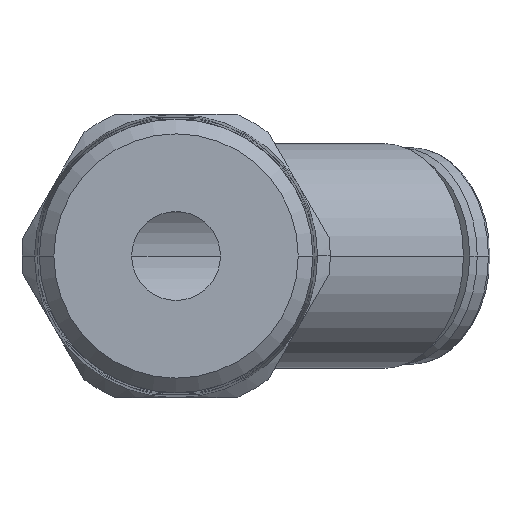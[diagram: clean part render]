
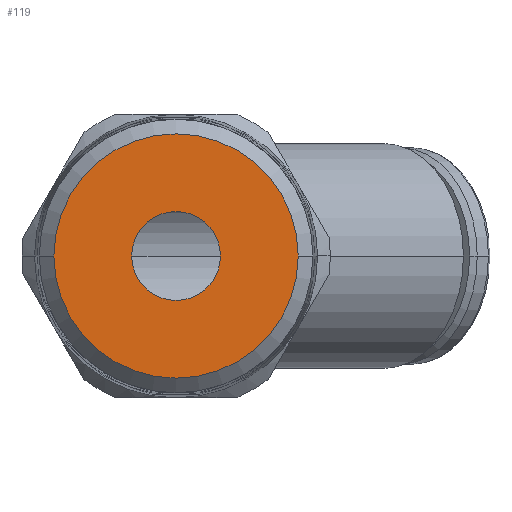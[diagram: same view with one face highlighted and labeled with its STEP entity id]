
A CAD part, front view. The second image highlights one B-rep face of the part: STEP entity #119.
In plain terms, the highlighted planar face has unit normal (0, -1, 0).
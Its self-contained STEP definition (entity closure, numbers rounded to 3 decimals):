
#119=ADVANCED_FACE('',(#275,#276),#277,.T.);
#275=FACE_BOUND('',#432,.T.);
#276=FACE_OUTER_BOUND('',#433,.T.);
#277=PLANE('',#434);
#432=EDGE_LOOP('',(#1000,#1001));
#433=EDGE_LOOP('',(#1002,#1003));
#434=AXIS2_PLACEMENT_3D('',#1004,#1005,#1006);
#1000=ORIENTED_EDGE('',*,*,#1096,.T.);
#1001=ORIENTED_EDGE('',*,*,#1101,.T.);
#1002=ORIENTED_EDGE('',*,*,#1012,.F.);
#1003=ORIENTED_EDGE('',*,*,#1181,.F.);
#1004=CARTESIAN_POINT('',(3.667,-9.7,0.0));
#1005=DIRECTION('',(-0.0,-1.0,-0.0));
#1006=DIRECTION('',(-1.0,0.0,0.0));
#1012=EDGE_CURVE('',#1190,#1193,#1194,.T.);
#1096=EDGE_CURVE('',#1342,#1346,#1348,.T.);
#1101=EDGE_CURVE('',#1346,#1342,#1354,.T.);
#1181=EDGE_CURVE('',#1193,#1190,#1466,.T.);
#1190=VERTEX_POINT('',#1477);
#1193=VERTEX_POINT('',#1481);
#1194=CIRCLE('',#1482,7.334);
#1342=VERTEX_POINT('',#1808);
#1346=VERTEX_POINT('',#1813);
#1348=CIRCLE('',#1816,2.667);
#1354=CIRCLE('',#1822,2.667);
#1466=CIRCLE('',#2181,7.334);
#1477=CARTESIAN_POINT('',(7.334,-9.7,0.0));
#1481=CARTESIAN_POINT('',(-7.334,-9.7,0.));
#1482=AXIS2_PLACEMENT_3D('',#2191,#2192,#2193);
#1808=CARTESIAN_POINT('',(2.667,-9.7,0.0));
#1813=CARTESIAN_POINT('',(-2.667,-9.7,0.));
#1816=AXIS2_PLACEMENT_3D('',#2364,#2365,#2366);
#1822=AXIS2_PLACEMENT_3D('',#2379,#2380,#2381);
#2181=AXIS2_PLACEMENT_3D('',#2536,#2537,#2538);
#2191=CARTESIAN_POINT('',(0.0,-9.7,0.0));
#2192=DIRECTION('',(-0.0,1.0,0.0));
#2193=DIRECTION('',(1.0,0.0,0.0));
#2364=CARTESIAN_POINT('',(0.0,-9.7,0.0));
#2365=DIRECTION('',(-0.0,1.0,0.0));
#2366=DIRECTION('',(1.0,0.0,0.0));
#2379=CARTESIAN_POINT('',(0.0,-9.7,0.0));
#2380=DIRECTION('',(-0.0,1.0,0.0));
#2381=DIRECTION('',(1.0,0.0,0.0));
#2536=CARTESIAN_POINT('',(0.0,-9.7,0.0));
#2537=DIRECTION('',(-0.0,1.0,0.0));
#2538=DIRECTION('',(1.0,0.0,0.0));
